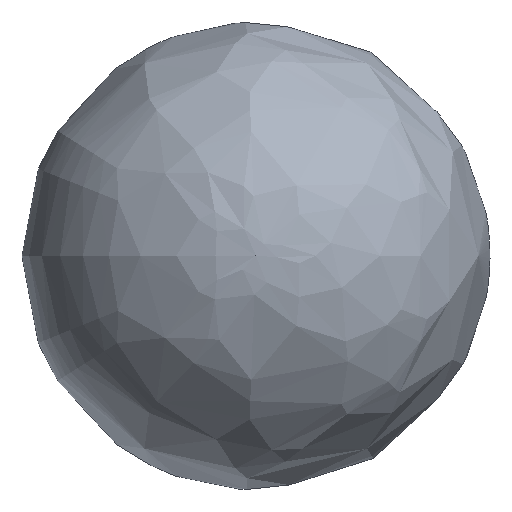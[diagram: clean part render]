
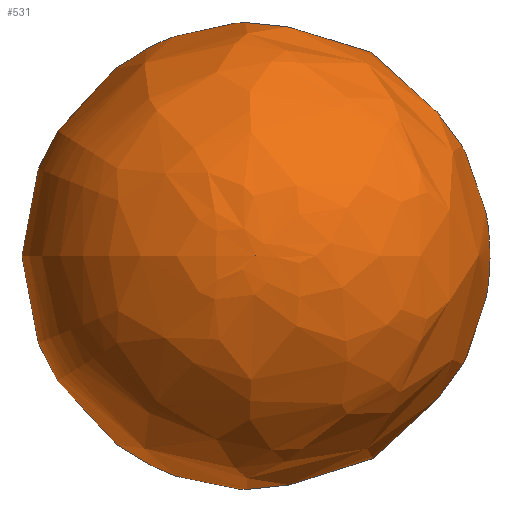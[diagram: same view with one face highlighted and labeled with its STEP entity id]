
A CAD part, top view. The second image highlights one B-rep face of the part: STEP entity #531.
In plain terms, the highlighted free-form (B-spline) face has degree [2, 2] with [9, 3] control points.
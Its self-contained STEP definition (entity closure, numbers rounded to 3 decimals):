
#485 = VERTEX_POINT('',#486);
#486 = CARTESIAN_POINT('',(-42.596,0.,
    95.056));
#492 = EDGE_CURVE('',#485,#485,#493,.T.);
#493 = ( BOUNDED_CURVE() B_SPLINE_CURVE(2,(#494,#495,#496,#497,#498,#499
,#500),.UNSPECIFIED.,.T.,.F.) B_SPLINE_CURVE_WITH_KNOTS((3,2,2,3),(
    3.142,5.236,7.33,9.425),
.PIECEWISE_BEZIER_KNOTS.) CURVE() GEOMETRIC_REPRESENTATION_ITEM() 
RATIONAL_B_SPLINE_CURVE((1.,0.5,1.,0.5,1.,0.5,1.)) REPRESENTATION_ITEM(
  '') );
#494 = CARTESIAN_POINT('',(-42.596,0.,
    95.056));
#495 = CARTESIAN_POINT('',(-42.596,-73.779,
    95.056));
#496 = CARTESIAN_POINT('',(21.298,-36.889,
    95.056));
#497 = CARTESIAN_POINT('',(85.192,0.,
    95.056));
#498 = CARTESIAN_POINT('',(21.298,36.889,
    95.056));
#499 = CARTESIAN_POINT('',(-42.596,73.779,
    95.056));
#500 = CARTESIAN_POINT('',(-42.596,0.,
    95.056));
#531 = ADVANCED_FACE('',(#532),#544,.T.);
#532 = FACE_BOUND('',#533,.T.);
#533 = EDGE_LOOP('',(#534,#535,#543));
#534 = ORIENTED_EDGE('',*,*,#492,.T.);
#535 = ORIENTED_EDGE('',*,*,#536,.F.);
#536 = EDGE_CURVE('',#537,#485,#539,.T.);
#537 = VERTEX_POINT('',#538);
#538 = CARTESIAN_POINT('',(0.,0.,
    224.378));
#539 = ( BOUNDED_CURVE() B_SPLINE_CURVE(2,(#540,#541,#542),
.UNSPECIFIED.,.F.,.F.) B_SPLINE_CURVE_WITH_KNOTS((3,3),(4.712,
7.218),.PIECEWISE_BEZIER_KNOTS.) CURVE() 
GEOMETRIC_REPRESENTATION_ITEM() RATIONAL_B_SPLINE_CURVE((1.,
0.313,1.)) REPRESENTATION_ITEM('') );
#540 = CARTESIAN_POINT('',(0.,0.,
    224.378));
#541 = CARTESIAN_POINT('',(-217.609,0.,
    224.378));
#542 = CARTESIAN_POINT('',(-42.596,0.,
    95.056));
#543 = ORIENTED_EDGE('',*,*,#536,.T.);
#544 = ( BOUNDED_SURFACE() B_SPLINE_SURFACE(2,2,(
    (#545,#546,#547)
    ,(#548,#549,#550)
    ,(#551,#552,#553)
    ,(#554,#555,#556)
    ,(#557,#558,#559)
    ,(#560,#561,#562)
    ,(#563,#564,#565)
    ,(#566,#567,#568)
    ,(#569,#570,#571
)),.UNSPECIFIED.,.T.,.F.,.F.) B_SPLINE_SURFACE_WITH_KNOTS((3,2,2,2,3),(3
    ,3),(3.142,4.189,6.283,8.378,
    9.425),(-0.934,1.571),.UNSPECIFIED.) 
GEOMETRIC_REPRESENTATION_ITEM() RATIONAL_B_SPLINE_SURFACE((
    (0.75,0.235,0.75)
    ,(0.75,0.235,0.75)
    ,(1.,0.313,1.)
    ,(0.5,0.156,0.5)
    ,(1.,0.313,1.)
    ,(0.5,0.156,0.5)
    ,(1.,0.313,1.)
    ,(0.75,0.235,0.75)
,(0.75,0.235,0.75))) REPRESENTATION_ITEM('') SURFACE() );
#545 = CARTESIAN_POINT('',(-42.596,0.,
    95.056));
#546 = CARTESIAN_POINT('',(-217.609,0.,
    224.378));
#547 = CARTESIAN_POINT('',(0.,0.,
    224.378));
#548 = CARTESIAN_POINT('',(-42.596,-24.593,
    95.056));
#549 = CARTESIAN_POINT('',(-217.609,-125.637,
    224.378));
#550 = CARTESIAN_POINT('',(0.,0.,
    224.378));
#551 = CARTESIAN_POINT('',(-21.298,-36.889,
    95.056));
#552 = CARTESIAN_POINT('',(-108.805,-188.455,
    224.378));
#553 = CARTESIAN_POINT('',(0.,0.,
    224.378));
#554 = CARTESIAN_POINT('',(42.596,-73.779,
    95.056));
#555 = CARTESIAN_POINT('',(217.609,-376.91,
    224.378));
#556 = CARTESIAN_POINT('',(0.,0.,
    224.378));
#557 = CARTESIAN_POINT('',(42.596,0.,95.056));
#558 = CARTESIAN_POINT('',(217.609,0.,224.378));
#559 = CARTESIAN_POINT('',(0.,0.,224.378));
#560 = CARTESIAN_POINT('',(42.596,73.779,
    95.056));
#561 = CARTESIAN_POINT('',(217.609,376.91,
    224.378));
#562 = CARTESIAN_POINT('',(0.,0.,
    224.378));
#563 = CARTESIAN_POINT('',(-21.298,36.889,
    95.056));
#564 = CARTESIAN_POINT('',(-108.805,188.455,
    224.378));
#565 = CARTESIAN_POINT('',(0.,0.,
    224.378));
#566 = CARTESIAN_POINT('',(-42.596,24.593,
    95.056));
#567 = CARTESIAN_POINT('',(-217.609,125.637,
    224.378));
#568 = CARTESIAN_POINT('',(0.,0.,
    224.378));
#569 = CARTESIAN_POINT('',(-42.596,0.,
    95.056));
#570 = CARTESIAN_POINT('',(-217.609,0.,
    224.378));
#571 = CARTESIAN_POINT('',(0.,0.,
    224.378));
